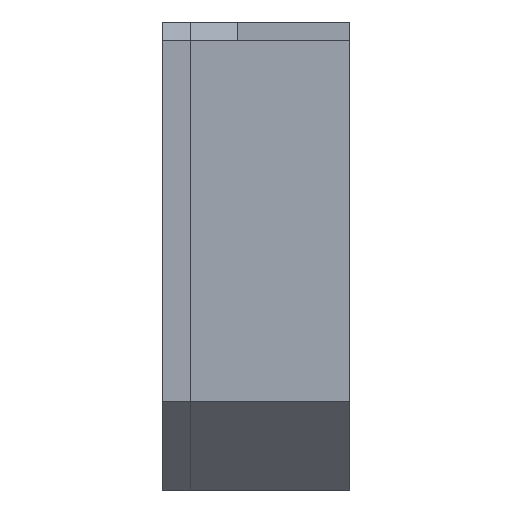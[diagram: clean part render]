
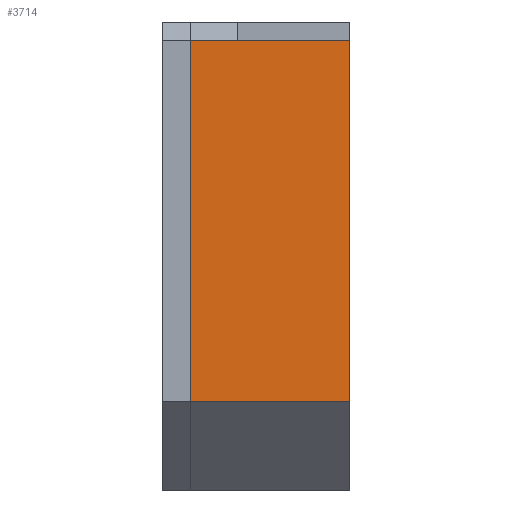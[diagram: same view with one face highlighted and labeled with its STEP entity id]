
A CAD part, left-side view. The second image highlights one B-rep face of the part: STEP entity #3714.
In plain terms, the highlighted planar face has unit normal (-1, 0, 0).
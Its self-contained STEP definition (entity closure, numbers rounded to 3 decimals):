
#84 = AXIS2_PLACEMENT_3D ( 'NONE', #3333, #1579, #3631 ) ;
#110 = CARTESIAN_POINT ( 'NONE',  ( -2.5, 0., 2.3 ) ) ;
#112 = CARTESIAN_POINT ( 'NONE',  ( -2.5, 1.7, 2.3 ) ) ;
#139 = PLANE ( 'NONE',  #84 ) ;
#331 = ORIENTED_EDGE ( 'NONE', *, *, #1383, .T. ) ;
#427 = VERTEX_POINT ( 'NONE', #3718 ) ;
#573 = CARTESIAN_POINT ( 'NONE',  ( -2.5, 1.7, -1.559 ) ) ;
#603 = EDGE_CURVE ( 'NONE', #427, #1274, #914, .T. ) ;
#789 = ORIENTED_EDGE ( 'NONE', *, *, #2451, .T. ) ;
#841 = DIRECTION ( 'NONE',  ( 0., 0., 1. ) ) ;
#914 = LINE ( 'NONE', #573, #2884 ) ;
#922 = VECTOR ( 'NONE', #2314, 1000. ) ;
#1172 = ORIENTED_EDGE ( 'NONE', *, *, #603, .F. ) ;
#1274 = VERTEX_POINT ( 'NONE', #112 ) ;
#1383 = EDGE_CURVE ( 'NONE', #2012, #1274, #2699, .T. ) ;
#1440 = CARTESIAN_POINT ( 'NONE',  ( -2.5, 0., -1.559 ) ) ;
#1518 = CARTESIAN_POINT ( 'NONE',  ( -2.5, 0., 2.3 ) ) ;
#1579 = DIRECTION ( 'NONE',  ( -1., 0., 0. ) ) ;
#1711 = LINE ( 'NONE', #3755, #3268 ) ;
#1760 = FACE_OUTER_BOUND ( 'NONE', #3270, .T. ) ;
#1846 = DIRECTION ( 'NONE',  ( 0., 1., 0. ) ) ;
#1995 = DIRECTION ( 'NONE',  ( 0., 1., 0. ) ) ;
#2012 = VERTEX_POINT ( 'NONE', #110 ) ;
#2314 = DIRECTION ( 'NONE',  ( 0., 0., 1. ) ) ;
#2451 = EDGE_CURVE ( 'NONE', #3602, #2012, #2556, .T. ) ;
#2556 = LINE ( 'NONE', #2609, #922 ) ;
#2609 = CARTESIAN_POINT ( 'NONE',  ( -2.5, 0., -1.559 ) ) ;
#2699 = LINE ( 'NONE', #1518, #3396 ) ;
#2884 = VECTOR ( 'NONE', #841, 1000. ) ;
#3120 = EDGE_CURVE ( 'NONE', #3602, #427, #1711, .T. ) ;
#3264 = ORIENTED_EDGE ( 'NONE', *, *, #3120, .F. ) ;
#3268 = VECTOR ( 'NONE', #1995, 1000. ) ;
#3270 = EDGE_LOOP ( 'NONE', ( #331, #1172, #3264, #789 ) ) ;
#3333 = CARTESIAN_POINT ( 'NONE',  ( -2.5, 0., -1.559 ) ) ;
#3396 = VECTOR ( 'NONE', #1846, 1000. ) ;
#3602 = VERTEX_POINT ( 'NONE', #1440 ) ;
#3631 = DIRECTION ( 'NONE',  ( 0., 0., 1. ) ) ;
#3714 = ADVANCED_FACE ( 'NONE', ( #1760 ), #139, .T. ) ;
#3718 = CARTESIAN_POINT ( 'NONE',  ( -2.5, 1.7, -1.559 ) ) ;
#3755 = CARTESIAN_POINT ( 'NONE',  ( -2.5, 0., -1.559 ) ) ;
